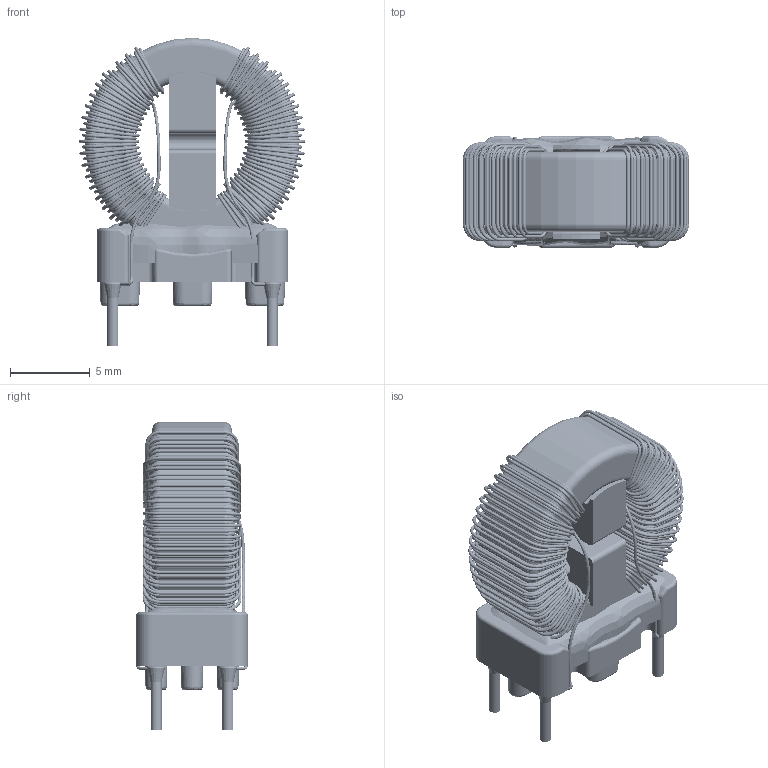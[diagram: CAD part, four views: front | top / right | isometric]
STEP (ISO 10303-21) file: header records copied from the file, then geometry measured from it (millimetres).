
FILE_DESCRIPTION(/* description */ ('Unknown'),/* implementation_level */ '2;1');
FILE_NAME(/* name */ '744821120_XS',/* time_stamp */ '2023-06-13T13:15:48+02:00',/* author */ ('Unknown'),/* organization */ ('Unknown'),/* preprocessor_version */ 'ST-DEVELOPER v16.7',/* originating_system */ 'Solid Edge',/* authorisation */ 'Unknown');
FILE_SCHEMA (('TECHNICAL_DATA_PACKAGING','AP242_MANAGED_MODEL_BASED_3D_ENGINEERING_MIM_LF { 1 0 10303 442 1 1 4 }','AUTOMOTIVE_DESIGN {1 0 10303 214 3 1 1}'));
Length unit declared in the file: millimetre
Products named in the file (6): 744821120_XS; Core; Spacer; Solderpoint; Glue; Base
Assembly tree (5 placements, depth 2):
  744821120_XS
    Core
    Spacer
    Solderpoint
    Glue
    Base
Bounding box: 14.2 x 7 x 19.34 mm (x, y, z)
Volume: 896.5 mm3; surface area: 2731.8 mm2
Topology: 13 solids, 18 shells, 1538 faces, 3366 edges, 1832 vertices
Faces by surface type: cylinder 711, bspline 371, torus 327, plane 117, cone 12
Full cylindrical faces by diameter (mm): 0.2 x594, 0.7 x12, 7.8 x1, 13 x1
Entity records: 94528 total; most frequent: CARTESIAN_POINT 57141, DIRECTION 5607, ORIENTED_EDGE 4008, EDGE_LOOP 2901, FACE_BOUND 2901, AXIS2_PLACEMENT_3D 2662, EDGE_CURVE 2004, VERTEX_POINT 1739
